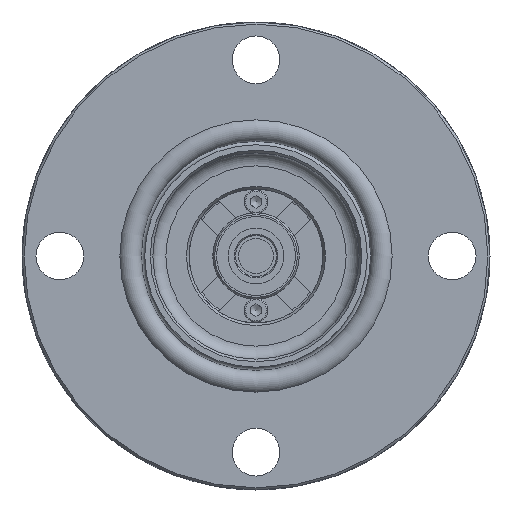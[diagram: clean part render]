
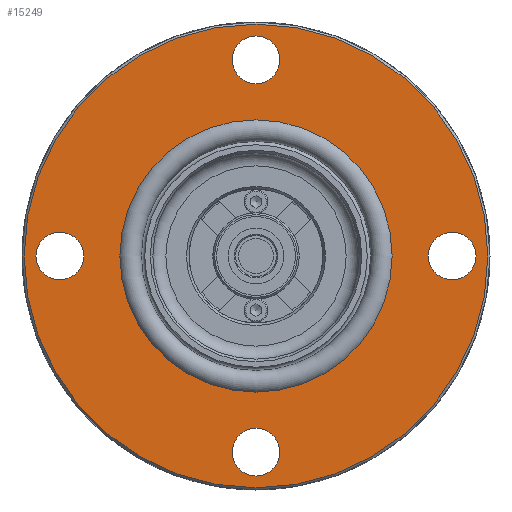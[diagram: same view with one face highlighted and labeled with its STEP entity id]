
A CAD part, left-side view. The second image highlights one B-rep face of the part: STEP entity #15249.
In plain terms, the highlighted planar face has unit normal (-1, 0, 0).
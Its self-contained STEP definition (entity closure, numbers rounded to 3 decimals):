
#711=FACE_BOUND('',#5373,.T.);
#712=FACE_BOUND('',#5374,.T.);
#713=FACE_BOUND('',#5375,.T.);
#714=FACE_BOUND('',#5376,.T.);
#715=FACE_BOUND('',#5377,.T.);
#986=PLANE('',#16283);
#1431=CIRCLE('',#16263,31.4);
#1432=CIRCLE('',#16264,31.4);
#1437=CIRCLE('',#16272,53.475);
#1447=CIRCLE('',#16284,5.5);
#1448=CIRCLE('',#16285,5.5);
#1449=CIRCLE('',#16286,5.5);
#1450=CIRCLE('',#16287,5.5);
#4438=FACE_OUTER_BOUND('',#5372,.T.);
#5372=EDGE_LOOP('',(#14081));
#5373=EDGE_LOOP('',(#14082,#14083));
#5374=EDGE_LOOP('',(#14084));
#5375=EDGE_LOOP('',(#14085));
#5376=EDGE_LOOP('',(#14086));
#5377=EDGE_LOOP('',(#14087));
#7476=VERTEX_POINT('',#107313);
#7477=VERTEX_POINT('',#107314);
#7480=VERTEX_POINT('',#107327);
#7498=VERTEX_POINT('',#107367);
#7499=VERTEX_POINT('',#107369);
#7500=VERTEX_POINT('',#107371);
#7501=VERTEX_POINT('',#107373);
#9686=EDGE_CURVE('',#7476,#7477,#1431,.T.);
#9687=EDGE_CURVE('',#7477,#7476,#1432,.T.);
#9694=EDGE_CURVE('',#7480,#7480,#1437,.T.);
#9713=EDGE_CURVE('',#7498,#7498,#1447,.T.);
#9714=EDGE_CURVE('',#7499,#7499,#1448,.T.);
#9715=EDGE_CURVE('',#7500,#7500,#1449,.T.);
#9716=EDGE_CURVE('',#7501,#7501,#1450,.T.);
#14081=ORIENTED_EDGE('',*,*,#9694,.F.);
#14082=ORIENTED_EDGE('',*,*,#9686,.T.);
#14083=ORIENTED_EDGE('',*,*,#9687,.T.);
#14084=ORIENTED_EDGE('',*,*,#9713,.T.);
#14085=ORIENTED_EDGE('',*,*,#9714,.T.);
#14086=ORIENTED_EDGE('',*,*,#9715,.T.);
#14087=ORIENTED_EDGE('',*,*,#9716,.T.);
#15249=ADVANCED_FACE('',(#4438,#711,#712,#713,#714,#715),#986,.T.);
#16263=AXIS2_PLACEMENT_3D('',#107315,#19196,#19197);
#16264=AXIS2_PLACEMENT_3D('',#107316,#19198,#19199);
#16272=AXIS2_PLACEMENT_3D('',#107329,#19216,#19217);
#16283=AXIS2_PLACEMENT_3D('',#107366,#19247,#19248);
#16284=AXIS2_PLACEMENT_3D('',#107368,#19249,#19250);
#16285=AXIS2_PLACEMENT_3D('',#107370,#19251,#19252);
#16286=AXIS2_PLACEMENT_3D('',#107372,#19253,#19254);
#16287=AXIS2_PLACEMENT_3D('',#107374,#19255,#19256);
#19196=DIRECTION('center_axis',(1.,0.,0.));
#19197=DIRECTION('ref_axis',(0.,0.,1.));
#19198=DIRECTION('center_axis',(1.,0.,0.));
#19199=DIRECTION('ref_axis',(0.,0.,1.));
#19216=DIRECTION('center_axis',(1.,0.,0.));
#19217=DIRECTION('ref_axis',(0.,-1.,0.));
#19247=DIRECTION('center_axis',(-1.,0.,0.));
#19248=DIRECTION('ref_axis',(0.,0.,1.));
#19249=DIRECTION('center_axis',(1.,0.,0.));
#19250=DIRECTION('ref_axis',(0.,1.,0.));
#19251=DIRECTION('center_axis',(1.,0.,0.));
#19252=DIRECTION('ref_axis',(0.,0.,1.));
#19253=DIRECTION('center_axis',(1.,0.,0.));
#19254=DIRECTION('ref_axis',(0.,-1.,0.));
#19255=DIRECTION('center_axis',(1.,0.,0.));
#19256=DIRECTION('ref_axis',(0.,0.,-1.));
#107313=CARTESIAN_POINT('',(0.,0.,31.4));
#107314=CARTESIAN_POINT('',(0.,0.,-31.4));
#107315=CARTESIAN_POINT('Origin',(0.,0.,0.));
#107316=CARTESIAN_POINT('Origin',(0.,0.,0.));
#107327=CARTESIAN_POINT('',(0.,53.475,0.));
#107329=CARTESIAN_POINT('Origin',(0.,0.,0.));
#107366=CARTESIAN_POINT('Origin',(0.,26.988,0.));
#107367=CARTESIAN_POINT('',(0.,-5.5,45.25));
#107368=CARTESIAN_POINT('Origin',(0.,0.,45.25));
#107369=CARTESIAN_POINT('',(0.,-45.25,-5.5));
#107370=CARTESIAN_POINT('Origin',(0.,-45.25,0.));
#107371=CARTESIAN_POINT('',(0.,5.5,-45.25));
#107372=CARTESIAN_POINT('Origin',(0.,0.,-45.25));
#107373=CARTESIAN_POINT('',(0.,45.25,5.5));
#107374=CARTESIAN_POINT('Origin',(0.,45.25,0.));
